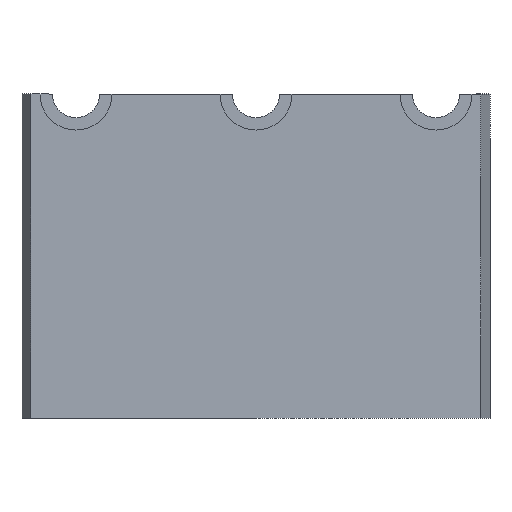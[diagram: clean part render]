
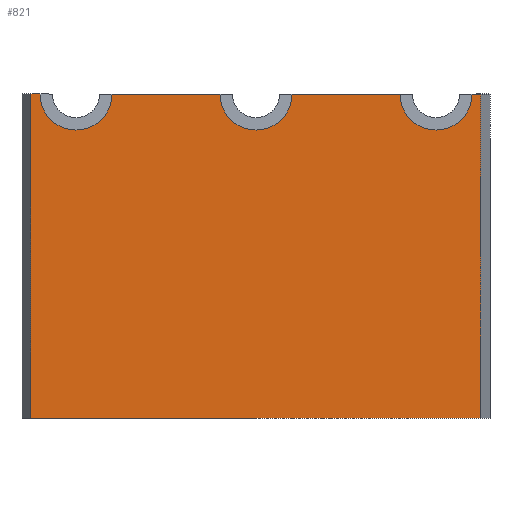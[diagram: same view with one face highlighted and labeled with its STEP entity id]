
A CAD part, front view. The second image highlights one B-rep face of the part: STEP entity #821.
In plain terms, the highlighted face is planar.
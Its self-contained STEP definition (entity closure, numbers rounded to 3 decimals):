
#27 = ORIENTED_EDGE ( 'NONE', *, *, #744, .F. ) ;
#33 = ORIENTED_EDGE ( 'NONE', *, *, #792, .T. ) ;
#45 = VECTOR ( 'NONE', #427, 1000. ) ;
#61 = VECTOR ( 'NONE', #1034, 1000. ) ;
#79 = DIRECTION ( 'NONE',  ( 0., 0., 1. ) ) ;
#83 = LINE ( 'NONE', #568, #717 ) ;
#91 = EDGE_CURVE ( 'NONE', #280, #1055, #486, .T. ) ;
#99 = LINE ( 'NONE', #628, #497 ) ;
#103 = EDGE_CURVE ( 'NONE', #362, #278, #83, .T. ) ;
#136 = ORIENTED_EDGE ( 'NONE', *, *, #91, .T. ) ;
#142 = VERTEX_POINT ( 'NONE', #479 ) ;
#160 = VERTEX_POINT ( 'NONE', #933 ) ;
#163 = AXIS2_PLACEMENT_3D ( 'NONE', #808, #79, #802 ) ;
#188 = LINE ( 'NONE', #693, #61 ) ;
#193 = ORIENTED_EDGE ( 'NONE', *, *, #502, .F. ) ;
#199 = AXIS2_PLACEMENT_3D ( 'NONE', #965, #791, #716 ) ;
#223 = CARTESIAN_POINT ( 'NONE',  ( -6.35, 0., -1.27 ) ) ;
#226 = EDGE_CURVE ( 'NONE', #385, #278, #537, .T. ) ;
#234 = CARTESIAN_POINT ( 'NONE',  ( 0., 0., -1.27 ) ) ;
#252 = CIRCLE ( 'NONE', #199, 1.016 ) ;
#253 = LINE ( 'NONE', #234, #333 ) ;
#273 = VECTOR ( 'NONE', #381, 1000. ) ;
#278 = VERTEX_POINT ( 'NONE', #797 ) ;
#280 = VERTEX_POINT ( 'NONE', #960 ) ;
#293 = CARTESIAN_POINT ( 'NONE',  ( 0., 0., -1.27 ) ) ;
#296 = ORIENTED_EDGE ( 'NONE', *, *, #718, .F. ) ;
#307 = CARTESIAN_POINT ( 'NONE',  ( -6.35, 9.144, -1.27 ) ) ;
#316 = VERTEX_POINT ( 'NONE', #1066 ) ;
#333 = VECTOR ( 'NONE', #822, 1000. ) ;
#362 = VERTEX_POINT ( 'NONE', #307 ) ;
#381 = DIRECTION ( 'NONE',  ( 0., 1., 0. ) ) ;
#385 = VERTEX_POINT ( 'NONE', #468 ) ;
#397 = CIRCLE ( 'NONE', #163, 1.016 ) ;
#421 = VECTOR ( 'NONE', #708, 1000. ) ;
#427 = DIRECTION ( 'NONE',  ( 1., 0., 0. ) ) ;
#441 = CARTESIAN_POINT ( 'NONE',  ( 0., 0., -1.27 ) ) ;
#468 = CARTESIAN_POINT ( 'NONE',  ( 6.35, 0., -1.27 ) ) ;
#479 = CARTESIAN_POINT ( 'NONE',  ( -6.35, 0., -1.27 ) ) ;
#486 = CIRCLE ( 'NONE', #904, 1.016 ) ;
#497 = VECTOR ( 'NONE', #721, 1000. ) ;
#502 = EDGE_CURVE ( 'NONE', #142, #1055, #253, .T. ) ;
#507 = VERTEX_POINT ( 'NONE', #1003 ) ;
#537 = LINE ( 'NONE', #626, #421 ) ;
#568 = CARTESIAN_POINT ( 'NONE',  ( 0., 9.144, -1.27 ) ) ;
#570 = LINE ( 'NONE', #223, #273 ) ;
#619 = DIRECTION ( 'NONE',  ( 0., 0., 1. ) ) ;
#626 = CARTESIAN_POINT ( 'NONE',  ( 6.35, 0., -1.27 ) ) ;
#628 = CARTESIAN_POINT ( 'NONE',  ( 0., 0., -1.27 ) ) ;
#645 = ORIENTED_EDGE ( 'NONE', *, *, #723, .F. ) ;
#646 = DIRECTION ( 'NONE',  ( 1., 0., 0. ) ) ;
#666 = LINE ( 'NONE', #441, #45 ) ;
#693 = CARTESIAN_POINT ( 'NONE',  ( 0., 0., -1.27 ) ) ;
#708 = DIRECTION ( 'NONE',  ( 0., 1., 0. ) ) ;
#716 = DIRECTION ( 'NONE',  ( 1., 0., 0. ) ) ;
#717 = VECTOR ( 'NONE', #646, 1000. ) ;
#718 = EDGE_CURVE ( 'NONE', #280, #507, #666, .T. ) ;
#721 = DIRECTION ( 'NONE',  ( 1., 0., 0. ) ) ;
#723 = EDGE_CURVE ( 'NONE', #877, #385, #188, .T. ) ;
#733 = DIRECTION ( 'NONE',  ( 0., 0., 1. ) ) ;
#744 = EDGE_CURVE ( 'NONE', #160, #316, #99, .T. ) ;
#777 = FACE_OUTER_BOUND ( 'NONE', #913, .T. ) ;
#791 = DIRECTION ( 'NONE',  ( 0., 0., 1. ) ) ;
#792 = EDGE_CURVE ( 'NONE', #877, #316, #252, .T. ) ;
#797 = CARTESIAN_POINT ( 'NONE',  ( 6.35, 9.144, -1.27 ) ) ;
#800 = PLANE ( 'NONE',  #862 ) ;
#802 = DIRECTION ( 'NONE',  ( 1., 0., 0. ) ) ;
#808 = CARTESIAN_POINT ( 'NONE',  ( 0., 0., -1.27 ) ) ;
#809 = ORIENTED_EDGE ( 'NONE', *, *, #950, .T. ) ;
#814 = ORIENTED_EDGE ( 'NONE', *, *, #103, .T. ) ;
#819 = CARTESIAN_POINT ( 'NONE',  ( -5.08, 0., -1.27 ) ) ;
#821 = ADVANCED_FACE ( 'NONE', ( #777 ), #800, .F. ) ;
#822 = DIRECTION ( 'NONE',  ( 1., 0., 0. ) ) ;
#831 = CARTESIAN_POINT ( 'NONE',  ( -6.096, 0., -1.27 ) ) ;
#861 = ORIENTED_EDGE ( 'NONE', *, *, #946, .T. ) ;
#862 = AXIS2_PLACEMENT_3D ( 'NONE', #293, #619, #883 ) ;
#877 = VERTEX_POINT ( 'NONE', #881 ) ;
#881 = CARTESIAN_POINT ( 'NONE',  ( 6.096, 0., -1.27 ) ) ;
#883 = DIRECTION ( 'NONE',  ( 1., 0., 0. ) ) ;
#896 = DIRECTION ( 'NONE',  ( 1., 0., 0. ) ) ;
#904 = AXIS2_PLACEMENT_3D ( 'NONE', #819, #733, #896 ) ;
#913 = EDGE_LOOP ( 'NONE', ( #193, #809, #814, #980, #645, #33, #27, #861, #296, #136 ) ) ;
#933 = CARTESIAN_POINT ( 'NONE',  ( 1.016, 0., -1.27 ) ) ;
#946 = EDGE_CURVE ( 'NONE', #160, #507, #397, .T. ) ;
#950 = EDGE_CURVE ( 'NONE', #142, #362, #570, .T. ) ;
#960 = CARTESIAN_POINT ( 'NONE',  ( -4.064, 0., -1.27 ) ) ;
#965 = CARTESIAN_POINT ( 'NONE',  ( 5.08, 0., -1.27 ) ) ;
#980 = ORIENTED_EDGE ( 'NONE', *, *, #226, .F. ) ;
#1003 = CARTESIAN_POINT ( 'NONE',  ( -1.016, 0., -1.27 ) ) ;
#1034 = DIRECTION ( 'NONE',  ( 1., 0., 0. ) ) ;
#1055 = VERTEX_POINT ( 'NONE', #831 ) ;
#1066 = CARTESIAN_POINT ( 'NONE',  ( 4.064, 0., -1.27 ) ) ;
